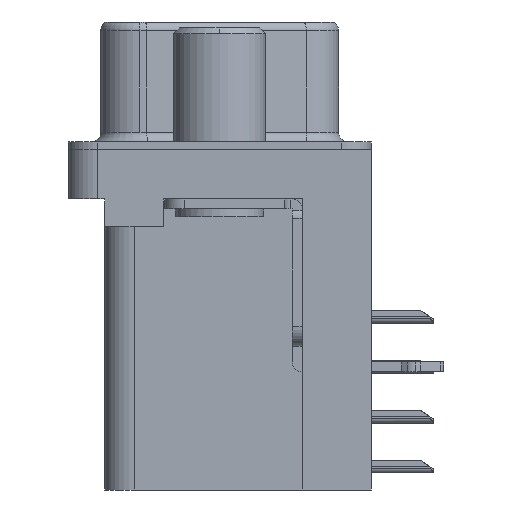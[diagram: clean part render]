
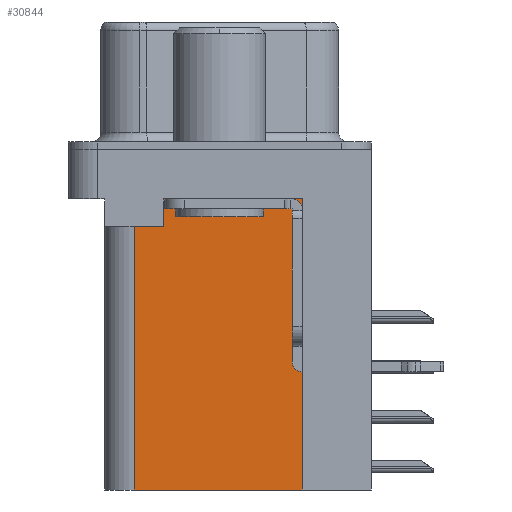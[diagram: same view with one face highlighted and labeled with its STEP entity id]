
A CAD part, left-side view. The second image highlights one B-rep face of the part: STEP entity #30844.
In plain terms, the highlighted planar face has unit normal (-1, 0, 0).
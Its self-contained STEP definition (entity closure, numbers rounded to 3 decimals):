
#273 = CARTESIAN_POINT ( 'NONE',  ( 3.75, -4.2, -17.3 ) ) ;
#667 = CARTESIAN_POINT ( 'NONE',  ( 3.75, 4.35, -17.3 ) ) ;
#2756 = ORIENTED_EDGE ( 'NONE', *, *, #4029, .T. ) ;
#2994 = CARTESIAN_POINT ( 'NONE',  ( 3.75, -4.2, -2.5 ) ) ;
#3230 = VERTEX_POINT ( 'NONE', #37505 ) ;
#3600 = CARTESIAN_POINT ( 'NONE',  ( 3.75, 0., -3.9 ) ) ;
#3933 = DIRECTION ( 'NONE',  ( 0., 0., 1. ) ) ;
#4029 = EDGE_CURVE ( 'NONE', #8742, #3230, #35240, .T. ) ;
#4441 = VERTEX_POINT ( 'NONE', #8096 ) ;
#4520 = LINE ( 'NONE', #3600, #21810 ) ;
#5489 = EDGE_CURVE ( 'NONE', #4441, #5685, #4520, .T. ) ;
#5685 = VERTEX_POINT ( 'NONE', #32376 ) ;
#6337 = VECTOR ( 'NONE', #3933, 1000. ) ;
#7364 = EDGE_CURVE ( 'NONE', #40049, #9572, #8433, .T. ) ;
#8096 = CARTESIAN_POINT ( 'NONE',  ( 3.75, 2.85, -3.9 ) ) ;
#8104 = EDGE_LOOP ( 'NONE', ( #2756, #15214, #21706, #29480, #41017, #19250 ) ) ;
#8433 = LINE ( 'NONE', #31880, #42031 ) ;
#8742 = VERTEX_POINT ( 'NONE', #2994 ) ;
#9322 = VECTOR ( 'NONE', #34569, 1000. ) ;
#9529 = LINE ( 'NONE', #22771, #24827 ) ;
#9572 = VERTEX_POINT ( 'NONE', #10710 ) ;
#10710 = CARTESIAN_POINT ( 'NONE',  ( 3.75, 4.35, -17.3 ) ) ;
#13215 = FACE_OUTER_BOUND ( 'NONE', #8104, .T. ) ;
#13328 = LINE ( 'NONE', #273, #39301 ) ;
#13503 = CARTESIAN_POINT ( 'NONE',  ( 3.75, -4.2, -17.3 ) ) ;
#15214 = ORIENTED_EDGE ( 'NONE', *, *, #22136, .T. ) ;
#16018 = LINE ( 'NONE', #667, #6337 ) ;
#16514 = DIRECTION ( 'NONE',  ( 0., 0., -1. ) ) ;
#18305 = EDGE_CURVE ( 'NONE', #40049, #8742, #13328, .T. ) ;
#19146 = DIRECTION ( 'NONE',  ( 1., 0., 0. ) ) ;
#19250 = ORIENTED_EDGE ( 'NONE', *, *, #18305, .T. ) ;
#20199 = AXIS2_PLACEMENT_3D ( 'NONE', #41669, #19146, #41951 ) ;
#21706 = ORIENTED_EDGE ( 'NONE', *, *, #5489, .T. ) ;
#21810 = VECTOR ( 'NONE', #23091, 1000. ) ;
#22136 = EDGE_CURVE ( 'NONE', #3230, #4441, #9529, .T. ) ;
#22771 = CARTESIAN_POINT ( 'NONE',  ( 3.75, 2.85, -3.9 ) ) ;
#23024 = DIRECTION ( 'NONE',  ( 0., 0., 1. ) ) ;
#23091 = DIRECTION ( 'NONE',  ( 0., 1., 0. ) ) ;
#24827 = VECTOR ( 'NONE', #16514, 1000. ) ;
#29480 = ORIENTED_EDGE ( 'NONE', *, *, #34982, .F. ) ;
#30844 = ADVANCED_FACE ( 'NONE', ( #13215 ), #32108, .F. ) ;
#31329 = CARTESIAN_POINT ( 'NONE',  ( 3.75, -4.2, -2.5 ) ) ;
#31880 = CARTESIAN_POINT ( 'NONE',  ( 3.75, -4.2, -17.3 ) ) ;
#32108 = PLANE ( 'NONE',  #20199 ) ;
#32376 = CARTESIAN_POINT ( 'NONE',  ( 3.75, 4.35, -3.9 ) ) ;
#34569 = DIRECTION ( 'NONE',  ( 0., 1., 0. ) ) ;
#34982 = EDGE_CURVE ( 'NONE', #9572, #5685, #16018, .T. ) ;
#35240 = LINE ( 'NONE', #31329, #9322 ) ;
#37505 = CARTESIAN_POINT ( 'NONE',  ( 3.75, 2.85, -2.5 ) ) ;
#38421 = DIRECTION ( 'NONE',  ( 0., 1., 0. ) ) ;
#39301 = VECTOR ( 'NONE', #23024, 1000. ) ;
#40049 = VERTEX_POINT ( 'NONE', #13503 ) ;
#41017 = ORIENTED_EDGE ( 'NONE', *, *, #7364, .F. ) ;
#41669 = CARTESIAN_POINT ( 'NONE',  ( 3.75, -4.2, -17.3 ) ) ;
#41951 = DIRECTION ( 'NONE',  ( 0., 1., 0. ) ) ;
#42031 = VECTOR ( 'NONE', #38421, 1000. ) ;
